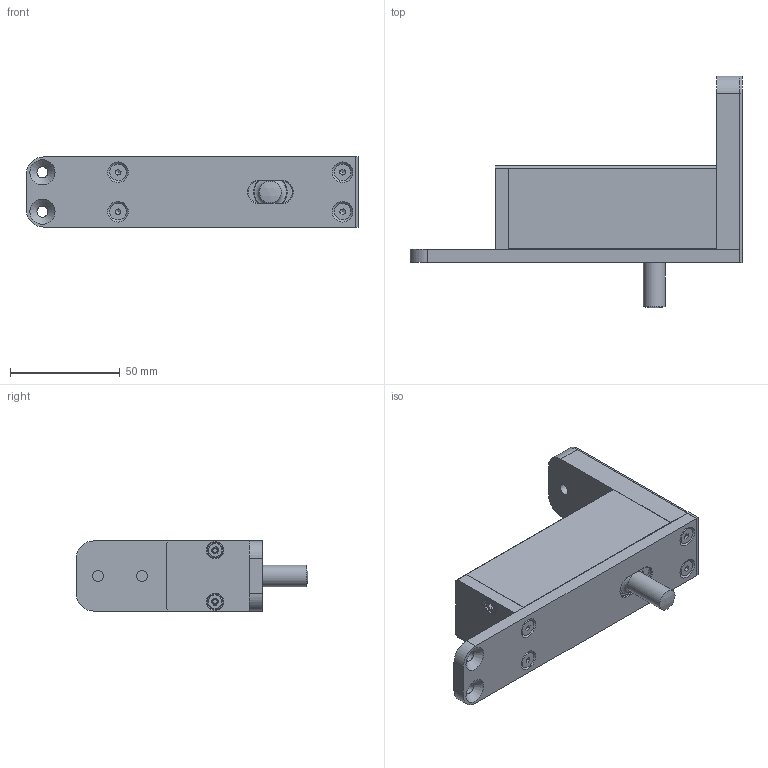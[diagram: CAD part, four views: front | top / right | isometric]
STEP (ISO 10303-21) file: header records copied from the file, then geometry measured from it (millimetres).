
FILE_DESCRIPTION (( 'STEP AP214' ), '1' );
FILE_NAME ('000672-B-Upper Pivot Assy 40mm for Pin Ø10 mm.STEP', '2022-01-28T09:44:39', ( '' ), ( '' ), 'SwSTEP 2.0', 'SolidWorks 2021', '' );
FILE_SCHEMA (( 'AUTOMOTIVE_DESIGN' ));
Length unit declared in the file: millimetre
Products named in the file (1): 000672-B-Upper Pivot Assy 40mm for Pin Ø10 mm
Bounding box: 151.5 x 105.72 x 32 mm (x, y, z)
Surface area: 32373.3 mm2 (no closed solid volume)
Topology: 0 solids, 21 shells, 179 faces, 928 edges, 735 vertices
Faces by surface type: plane 110, cylinder 47, cone 16, torus 5, sphere 1
Full cylindrical faces by diameter (mm): 1.315 x1, 1.569 x1, 5 x4, 7 x1, 7.5 x2, 7.53 x4, 10 x1, 15 x1
Entity records: 11026 total; most frequent: CARTESIAN_POINT 1829, DIRECTION 1618, ORIENTED_EDGE 1140, EDGE_CURVE 882, VERTEX_POINT 723, AXIS2_PLACEMENT_3D 560, LINE 498, VECTOR 498
